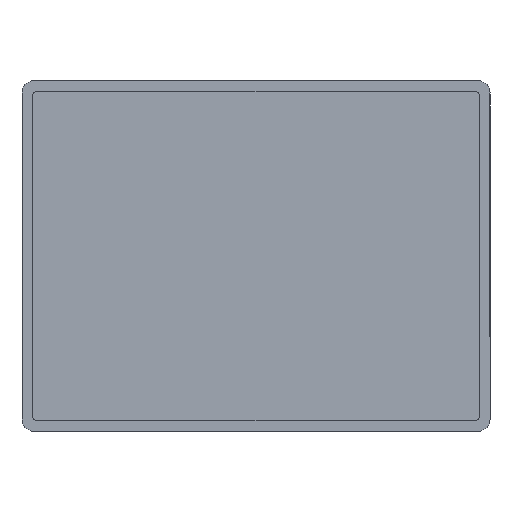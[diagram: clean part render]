
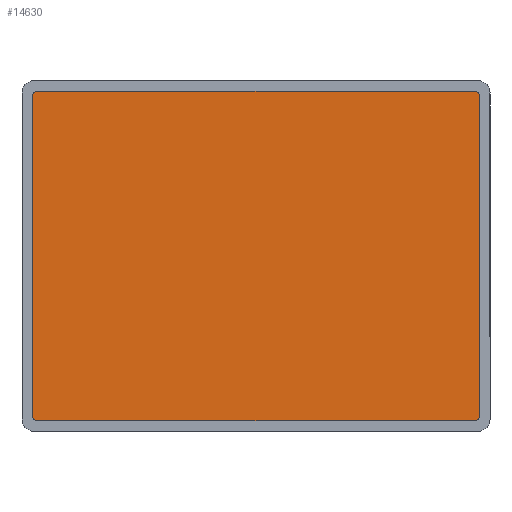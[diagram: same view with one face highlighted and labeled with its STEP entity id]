
A CAD part, front view. The second image highlights one B-rep face of the part: STEP entity #14630.
In plain terms, the highlighted planar face has unit normal (0, -1, 0).
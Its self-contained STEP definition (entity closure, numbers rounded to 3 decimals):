
#556 = ORIENTED_EDGE ( 'NONE', *, *, #14219, .F. ) ;
#575 = DIRECTION ( 'NONE',  ( 0., 0., 1. ) ) ;
#583 = CARTESIAN_POINT ( 'NONE',  ( -373., 0., -282. ) ) ;
#692 = EDGE_CURVE ( 'NONE', #19717, #22874, #5804, .T. ) ;
#943 = EDGE_CURVE ( 'NONE', #12257, #21766, #13810, .T. ) ;
#1244 = CARTESIAN_POINT ( 'NONE',  ( 382., 0., 273. ) ) ;
#1438 = ORIENTED_EDGE ( 'NONE', *, *, #16781, .F. ) ;
#1764 = DIRECTION ( 'NONE',  ( 0., 0., 1. ) ) ;
#2963 = VECTOR ( 'NONE', #20374, 1000. ) ;
#3315 = DIRECTION ( 'NONE',  ( 1., 0., 0. ) ) ;
#3419 = EDGE_CURVE ( 'NONE', #21766, #19717, #13288, .T. ) ;
#3694 = AXIS2_PLACEMENT_3D ( 'NONE', #18646, #21142, #575 ) ;
#3922 = VERTEX_POINT ( 'NONE', #15238 ) ;
#3977 = AXIS2_PLACEMENT_3D ( 'NONE', #22789, #22920, #12753 ) ;
#4273 = LINE ( 'NONE', #583, #2963 ) ;
#5089 = LINE ( 'NONE', #20177, #25988 ) ;
#5562 = DIRECTION ( 'NONE',  ( 0., 1., 0. ) ) ;
#5804 = CIRCLE ( 'NONE', #7911, 9. ) ;
#6022 = DIRECTION ( 'NONE',  ( 0., 0., 1. ) ) ;
#6496 = CARTESIAN_POINT ( 'NONE',  ( -382., 0., 273. ) ) ;
#6557 = CARTESIAN_POINT ( 'NONE',  ( 373., 0., -282. ) ) ;
#7669 = CARTESIAN_POINT ( 'NONE',  ( 373., 0., -273. ) ) ;
#7792 = AXIS2_PLACEMENT_3D ( 'NONE', #7669, #5562, #23383 ) ;
#7911 = AXIS2_PLACEMENT_3D ( 'NONE', #11389, #11787, #1764 ) ;
#9753 = LINE ( 'NONE', #21781, #14432 ) ;
#10549 = EDGE_CURVE ( 'NONE', #22874, #25165, #9753, .T. ) ;
#10783 = ORIENTED_EDGE ( 'NONE', *, *, #24300, .F. ) ;
#11177 = ORIENTED_EDGE ( 'NONE', *, *, #10549, .F. ) ;
#11389 = CARTESIAN_POINT ( 'NONE',  ( -373., 0., 273. ) ) ;
#11426 = DIRECTION ( 'NONE',  ( 0., 0., 1. ) ) ;
#11787 = DIRECTION ( 'NONE',  ( 0., 1., 0. ) ) ;
#12257 = VERTEX_POINT ( 'NONE', #23699 ) ;
#12753 = DIRECTION ( 'NONE',  ( 0., 0., 1. ) ) ;
#13288 = LINE ( 'NONE', #21729, #17266 ) ;
#13407 = CARTESIAN_POINT ( 'NONE',  ( -382., 0., -273. ) ) ;
#13616 = ORIENTED_EDGE ( 'NONE', *, *, #943, .F. ) ;
#13810 = CIRCLE ( 'NONE', #3694, 9. ) ;
#13946 = DIRECTION ( 'NONE',  ( 0., 1., 0. ) ) ;
#14001 = EDGE_CURVE ( 'NONE', #25467, #12257, #4273, .T. ) ;
#14219 = EDGE_CURVE ( 'NONE', #3922, #25467, #20852, .T. ) ;
#14432 = VECTOR ( 'NONE', #3315, 1000. ) ;
#14630 = ADVANCED_FACE ( 'NONE', ( #25802 ), #25668, .F. ) ;
#15238 = CARTESIAN_POINT ( 'NONE',  ( 382., 0., -273. ) ) ;
#15793 = CARTESIAN_POINT ( 'NONE',  ( -373., 0., -273. ) ) ;
#16297 = ORIENTED_EDGE ( 'NONE', *, *, #692, .F. ) ;
#16430 = CARTESIAN_POINT ( 'NONE',  ( -373., 0., 282. ) ) ;
#16781 = EDGE_CURVE ( 'NONE', #17173, #3922, #5089, .T. ) ;
#17173 = VERTEX_POINT ( 'NONE', #1244 ) ;
#17266 = VECTOR ( 'NONE', #11426, 1000. ) ;
#18202 = DIRECTION ( 'NONE',  ( 0., 0., -1. ) ) ;
#18646 = CARTESIAN_POINT ( 'NONE',  ( -373., 0., -273. ) ) ;
#19717 = VERTEX_POINT ( 'NONE', #6496 ) ;
#19905 = CARTESIAN_POINT ( 'NONE',  ( 373., 0., 282. ) ) ;
#20066 = ORIENTED_EDGE ( 'NONE', *, *, #14001, .F. ) ;
#20177 = CARTESIAN_POINT ( 'NONE',  ( 382., 0., 273. ) ) ;
#20374 = DIRECTION ( 'NONE',  ( -1., 0., 0. ) ) ;
#20852 = CIRCLE ( 'NONE', #7792, 9. ) ;
#21142 = DIRECTION ( 'NONE',  ( 0., 1., 0. ) ) ;
#21729 = CARTESIAN_POINT ( 'NONE',  ( -382., 0., 273. ) ) ;
#21766 = VERTEX_POINT ( 'NONE', #13407 ) ;
#21781 = CARTESIAN_POINT ( 'NONE',  ( -373., 0., 282. ) ) ;
#21898 = ORIENTED_EDGE ( 'NONE', *, *, #3419, .F. ) ;
#22523 = CIRCLE ( 'NONE', #3977, 9. ) ;
#22789 = CARTESIAN_POINT ( 'NONE',  ( 373., 0., 273. ) ) ;
#22874 = VERTEX_POINT ( 'NONE', #16430 ) ;
#22920 = DIRECTION ( 'NONE',  ( 0., 1., 0. ) ) ;
#23383 = DIRECTION ( 'NONE',  ( 0., 0., 1. ) ) ;
#23699 = CARTESIAN_POINT ( 'NONE',  ( -373., 0., -282. ) ) ;
#24300 = EDGE_CURVE ( 'NONE', #25165, #17173, #22523, .T. ) ;
#24622 = AXIS2_PLACEMENT_3D ( 'NONE', #15793, #13946, #6022 ) ;
#25165 = VERTEX_POINT ( 'NONE', #19905 ) ;
#25467 = VERTEX_POINT ( 'NONE', #6557 ) ;
#25668 = PLANE ( 'NONE',  #24622 ) ;
#25802 = FACE_OUTER_BOUND ( 'NONE', #25946, .T. ) ;
#25946 = EDGE_LOOP ( 'NONE', ( #13616, #20066, #556, #1438, #10783, #11177, #16297, #21898 ) ) ;
#25988 = VECTOR ( 'NONE', #18202, 1000. ) ;
